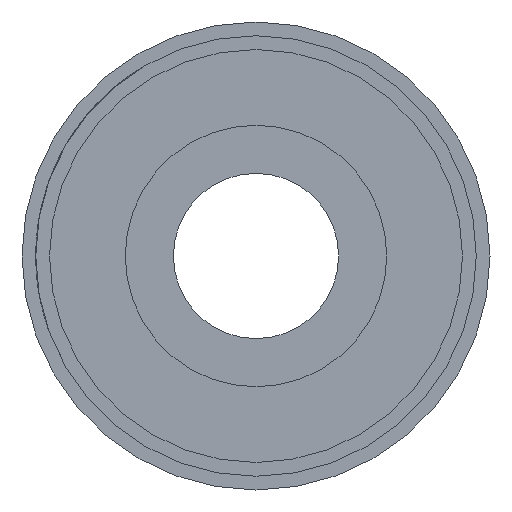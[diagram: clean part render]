
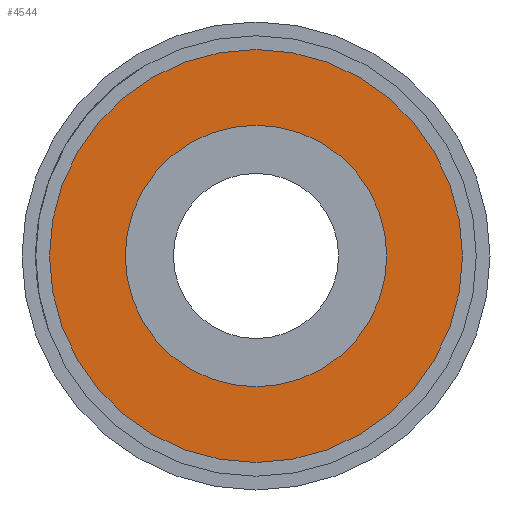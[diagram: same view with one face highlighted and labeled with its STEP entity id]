
A CAD part, left-side view. The second image highlights one B-rep face of the part: STEP entity #4544.
In plain terms, the highlighted planar face has unit normal (-1, 0, 0).
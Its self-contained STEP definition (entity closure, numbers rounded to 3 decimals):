
#11 = AXIS2_PLACEMENT_3D ( 'NONE', #3038, #4959, #7563 ) ;
#118 = CARTESIAN_POINT ( 'NONE',  ( 0., 0., 9.5 ) ) ;
#700 = CIRCLE ( 'NONE', #7216, 15. ) ;
#1050 = FACE_BOUND ( 'NONE', #4741, .T. ) ;
#1242 = DIRECTION ( 'NONE',  ( -1., 0., 0. ) ) ;
#1791 = PLANE ( 'NONE',  #6392 ) ;
#1837 = EDGE_CURVE ( 'NONE', #6140, #2843, #3886, .T. ) ;
#1940 = CARTESIAN_POINT ( 'NONE',  ( 0., 0., 0. ) ) ;
#2187 = ORIENTED_EDGE ( 'NONE', *, *, #7899, .F. ) ;
#2252 = AXIS2_PLACEMENT_3D ( 'NONE', #8265, #5754, #7571 ) ;
#2558 = CARTESIAN_POINT ( 'NONE',  ( 0., 0., -15. ) ) ;
#2617 = VERTEX_POINT ( 'NONE', #5674 ) ;
#2843 = VERTEX_POINT ( 'NONE', #118 ) ;
#2916 = AXIS2_PLACEMENT_3D ( 'NONE', #5797, #4414, #7751 ) ;
#3038 = CARTESIAN_POINT ( 'NONE',  ( 0., 0., 0. ) ) ;
#3046 = FACE_OUTER_BOUND ( 'NONE', #6653, .T. ) ;
#3112 = EDGE_CURVE ( 'NONE', #7717, #2617, #700, .T. ) ;
#3527 = EDGE_CURVE ( 'NONE', #2617, #7717, #5135, .T. ) ;
#3789 = DIRECTION ( 'NONE',  ( 0., 0., -1. ) ) ;
#3886 = CIRCLE ( 'NONE', #11, 9.5 ) ;
#4048 = CIRCLE ( 'NONE', #2252, 9.5 ) ;
#4414 = DIRECTION ( 'NONE',  ( -1., 0., 0. ) ) ;
#4544 = ADVANCED_FACE ( 'NONE', ( #1050, #3046 ), #1791, .F. ) ;
#4741 = EDGE_LOOP ( 'NONE', ( #2187, #8151 ) ) ;
#4959 = DIRECTION ( 'NONE',  ( -1., 0., 0. ) ) ;
#5135 = CIRCLE ( 'NONE', #2916, 15. ) ;
#5674 = CARTESIAN_POINT ( 'NONE',  ( 0., 0., 15. ) ) ;
#5687 = DIRECTION ( 'NONE',  ( 1., 0., 0. ) ) ;
#5754 = DIRECTION ( 'NONE',  ( -1., 0., 0. ) ) ;
#5797 = CARTESIAN_POINT ( 'NONE',  ( 0., 0., 0. ) ) ;
#6140 = VERTEX_POINT ( 'NONE', #6508 ) ;
#6392 = AXIS2_PLACEMENT_3D ( 'NONE', #7555, #5687, #3789 ) ;
#6508 = CARTESIAN_POINT ( 'NONE',  ( 0., 0., -9.5 ) ) ;
#6653 = EDGE_LOOP ( 'NONE', ( #7742, #7004 ) ) ;
#7004 = ORIENTED_EDGE ( 'NONE', *, *, #3112, .T. ) ;
#7216 = AXIS2_PLACEMENT_3D ( 'NONE', #1940, #1242, #7966 ) ;
#7555 = CARTESIAN_POINT ( 'NONE',  ( 0., 0., 0. ) ) ;
#7563 = DIRECTION ( 'NONE',  ( 0., 0., 1. ) ) ;
#7571 = DIRECTION ( 'NONE',  ( 0., 0., 1. ) ) ;
#7717 = VERTEX_POINT ( 'NONE', #2558 ) ;
#7742 = ORIENTED_EDGE ( 'NONE', *, *, #3527, .T. ) ;
#7751 = DIRECTION ( 'NONE',  ( 0., 0., 1. ) ) ;
#7899 = EDGE_CURVE ( 'NONE', #2843, #6140, #4048, .T. ) ;
#7966 = DIRECTION ( 'NONE',  ( 0., 0., 1. ) ) ;
#8151 = ORIENTED_EDGE ( 'NONE', *, *, #1837, .F. ) ;
#8265 = CARTESIAN_POINT ( 'NONE',  ( 0., 0., 0. ) ) ;
